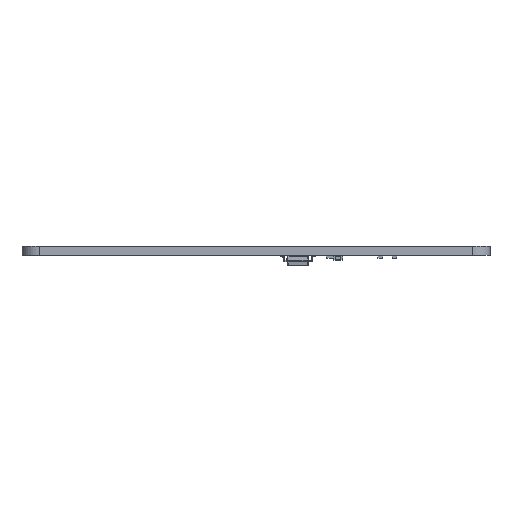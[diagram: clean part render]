
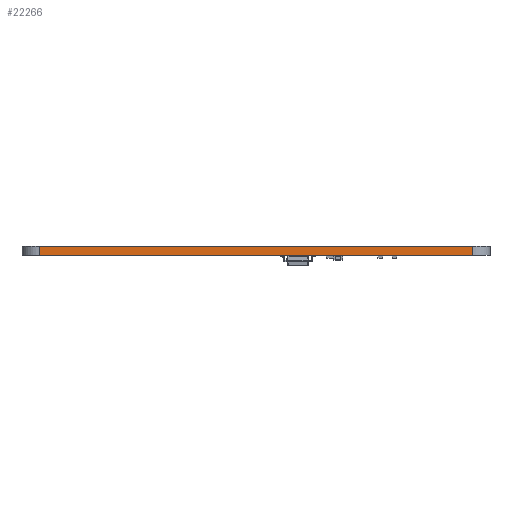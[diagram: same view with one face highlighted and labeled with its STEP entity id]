
A CAD part, front view. The second image highlights one B-rep face of the part: STEP entity #22266.
In plain terms, the highlighted planar face has unit normal (0, -1, 0).
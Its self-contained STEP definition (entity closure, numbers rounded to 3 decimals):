
#15307 = PLANE('',#15308);
#15308 = AXIS2_PLACEMENT_3D('',#15309,#15310,#15311);
#15309 = CARTESIAN_POINT('',(146.518,-106.595,1.6));
#15310 = DIRECTION('',(-0.,-0.,-1.));
#15311 = DIRECTION('',(-1.,0.,0.));
#15361 = PLANE('',#15362);
#15362 = AXIS2_PLACEMENT_3D('',#15363,#15364,#15365);
#15363 = CARTESIAN_POINT('',(146.518,-106.595,0.));
#15364 = DIRECTION('',(-0.,-0.,-1.));
#15365 = DIRECTION('',(-1.,0.,0.));
#15625 = VERTEX_POINT('',#15626);
#15626 = CARTESIAN_POINT('',(186.001,-137.504,0.));
#15645 = CYLINDRICAL_SURFACE('',#15646,3.);
#15646 = AXIS2_PLACEMENT_3D('',#15647,#15648,#15649);
#15647 = CARTESIAN_POINT('',(186.001,-134.504,0.));
#15648 = DIRECTION('',(-0.,-0.,-1.));
#15649 = DIRECTION('',(1.,0.,-0.));
#15657 = EDGE_CURVE('',#15625,#15658,#15660,.T.);
#15658 = VERTEX_POINT('',#15659);
#15659 = CARTESIAN_POINT('',(111.001,-137.504,0.));
#15660 = SURFACE_CURVE('',#15661,(#15665,#15672),.PCURVE_S1.);
#15661 = LINE('',#15662,#15663);
#15662 = CARTESIAN_POINT('',(186.001,-137.504,0.));
#15663 = VECTOR('',#15664,1.);
#15664 = DIRECTION('',(-1.,0.,0.));
#15665 = PCURVE('',#15361,#15666);
#15666 = DEFINITIONAL_REPRESENTATION('',(#15667),#15671);
#15667 = LINE('',#15668,#15669);
#15668 = CARTESIAN_POINT('',(-39.483,-30.909));
#15669 = VECTOR('',#15670,1.);
#15670 = DIRECTION('',(1.,0.));
#15671 = ( GEOMETRIC_REPRESENTATION_CONTEXT(2) 
PARAMETRIC_REPRESENTATION_CONTEXT() REPRESENTATION_CONTEXT('2D SPACE',''
  ) );
#15672 = PCURVE('',#15673,#15678);
#15673 = PLANE('',#15674);
#15674 = AXIS2_PLACEMENT_3D('',#15675,#15676,#15677);
#15675 = CARTESIAN_POINT('',(186.001,-137.504,0.));
#15676 = DIRECTION('',(0.,-1.,0.));
#15677 = DIRECTION('',(-1.,0.,0.));
#15678 = DEFINITIONAL_REPRESENTATION('',(#15679),#15683);
#15679 = LINE('',#15680,#15681);
#15680 = CARTESIAN_POINT('',(0.,-0.));
#15681 = VECTOR('',#15682,1.);
#15682 = DIRECTION('',(1.,0.));
#15683 = ( GEOMETRIC_REPRESENTATION_CONTEXT(2) 
PARAMETRIC_REPRESENTATION_CONTEXT() REPRESENTATION_CONTEXT('2D SPACE',''
  ) );
#15706 = CYLINDRICAL_SURFACE('',#15707,3.);
#15707 = AXIS2_PLACEMENT_3D('',#15708,#15709,#15710);
#15708 = CARTESIAN_POINT('',(111.001,-134.504,0.));
#15709 = DIRECTION('',(-0.,-0.,-1.));
#15710 = DIRECTION('',(1.,0.,-0.));
#19112 = VERTEX_POINT('',#19113);
#19113 = CARTESIAN_POINT('',(186.001,-137.504,1.6));
#19139 = EDGE_CURVE('',#19112,#19140,#19142,.T.);
#19140 = VERTEX_POINT('',#19141);
#19141 = CARTESIAN_POINT('',(111.001,-137.504,1.6));
#19142 = SURFACE_CURVE('',#19143,(#19147,#19154),.PCURVE_S1.);
#19143 = LINE('',#19144,#19145);
#19144 = CARTESIAN_POINT('',(186.001,-137.504,1.6));
#19145 = VECTOR('',#19146,1.);
#19146 = DIRECTION('',(-1.,0.,0.));
#19147 = PCURVE('',#15307,#19148);
#19148 = DEFINITIONAL_REPRESENTATION('',(#19149),#19153);
#19149 = LINE('',#19150,#19151);
#19150 = CARTESIAN_POINT('',(-39.483,-30.909));
#19151 = VECTOR('',#19152,1.);
#19152 = DIRECTION('',(1.,0.));
#19153 = ( GEOMETRIC_REPRESENTATION_CONTEXT(2) 
PARAMETRIC_REPRESENTATION_CONTEXT() REPRESENTATION_CONTEXT('2D SPACE',''
  ) );
#19154 = PCURVE('',#15673,#19155);
#19155 = DEFINITIONAL_REPRESENTATION('',(#19156),#19160);
#19156 = LINE('',#19157,#19158);
#19157 = CARTESIAN_POINT('',(0.,-1.6));
#19158 = VECTOR('',#19159,1.);
#19159 = DIRECTION('',(1.,0.));
#19160 = ( GEOMETRIC_REPRESENTATION_CONTEXT(2) 
PARAMETRIC_REPRESENTATION_CONTEXT() REPRESENTATION_CONTEXT('2D SPACE',''
  ) );
#22216 = EDGE_CURVE('',#15625,#19112,#22217,.T.);
#22217 = SURFACE_CURVE('',#22218,(#22222,#22229),.PCURVE_S1.);
#22218 = LINE('',#22219,#22220);
#22219 = CARTESIAN_POINT('',(186.001,-137.504,0.));
#22220 = VECTOR('',#22221,1.);
#22221 = DIRECTION('',(0.,0.,1.));
#22222 = PCURVE('',#15645,#22223);
#22223 = DEFINITIONAL_REPRESENTATION('',(#22224),#22228);
#22224 = LINE('',#22225,#22226);
#22225 = CARTESIAN_POINT('',(-4.712,0.));
#22226 = VECTOR('',#22227,1.);
#22227 = DIRECTION('',(-0.,-1.));
#22228 = ( GEOMETRIC_REPRESENTATION_CONTEXT(2) 
PARAMETRIC_REPRESENTATION_CONTEXT() REPRESENTATION_CONTEXT('2D SPACE',''
  ) );
#22229 = PCURVE('',#15673,#22230);
#22230 = DEFINITIONAL_REPRESENTATION('',(#22231),#22235);
#22231 = LINE('',#22232,#22233);
#22232 = CARTESIAN_POINT('',(0.,-0.));
#22233 = VECTOR('',#22234,1.);
#22234 = DIRECTION('',(0.,-1.));
#22235 = ( GEOMETRIC_REPRESENTATION_CONTEXT(2) 
PARAMETRIC_REPRESENTATION_CONTEXT() REPRESENTATION_CONTEXT('2D SPACE',''
  ) );
#22266 = ADVANCED_FACE('',(#22267),#15673,.T.);
#22267 = FACE_BOUND('',#22268,.T.);
#22268 = EDGE_LOOP('',(#22269,#22270,#22271,#22292));
#22269 = ORIENTED_EDGE('',*,*,#22216,.T.);
#22270 = ORIENTED_EDGE('',*,*,#19139,.T.);
#22271 = ORIENTED_EDGE('',*,*,#22272,.F.);
#22272 = EDGE_CURVE('',#15658,#19140,#22273,.T.);
#22273 = SURFACE_CURVE('',#22274,(#22278,#22285),.PCURVE_S1.);
#22274 = LINE('',#22275,#22276);
#22275 = CARTESIAN_POINT('',(111.001,-137.504,0.));
#22276 = VECTOR('',#22277,1.);
#22277 = DIRECTION('',(0.,0.,1.));
#22278 = PCURVE('',#15673,#22279);
#22279 = DEFINITIONAL_REPRESENTATION('',(#22280),#22284);
#22280 = LINE('',#22281,#22282);
#22281 = CARTESIAN_POINT('',(75.,0.));
#22282 = VECTOR('',#22283,1.);
#22283 = DIRECTION('',(0.,-1.));
#22284 = ( GEOMETRIC_REPRESENTATION_CONTEXT(2) 
PARAMETRIC_REPRESENTATION_CONTEXT() REPRESENTATION_CONTEXT('2D SPACE',''
  ) );
#22285 = PCURVE('',#15706,#22286);
#22286 = DEFINITIONAL_REPRESENTATION('',(#22287),#22291);
#22287 = LINE('',#22288,#22289);
#22288 = CARTESIAN_POINT('',(-4.712,0.));
#22289 = VECTOR('',#22290,1.);
#22290 = DIRECTION('',(-0.,-1.));
#22291 = ( GEOMETRIC_REPRESENTATION_CONTEXT(2) 
PARAMETRIC_REPRESENTATION_CONTEXT() REPRESENTATION_CONTEXT('2D SPACE',''
  ) );
#22292 = ORIENTED_EDGE('',*,*,#15657,.F.);
